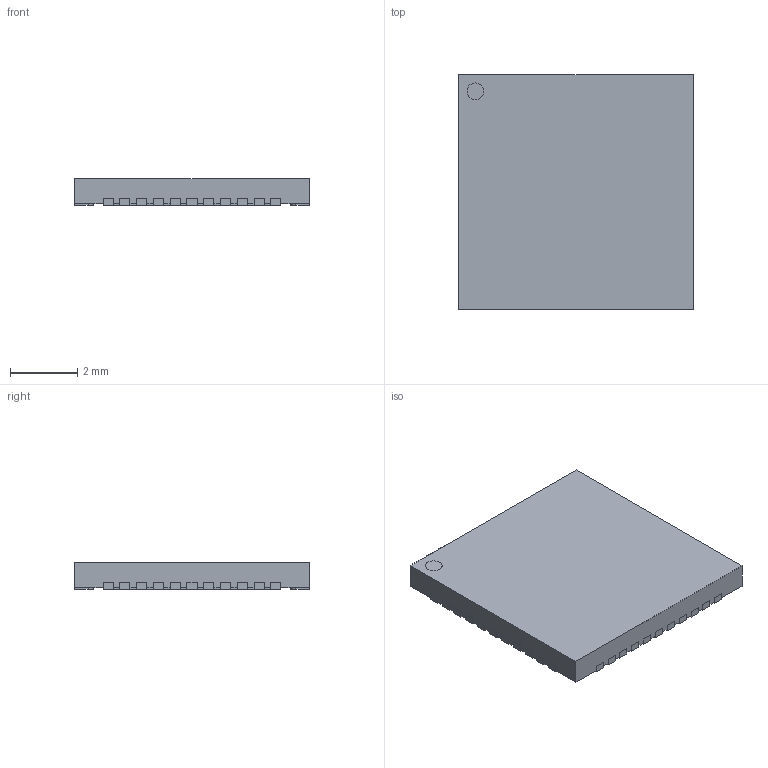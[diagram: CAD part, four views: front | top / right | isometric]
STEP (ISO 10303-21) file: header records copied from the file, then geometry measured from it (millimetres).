
FILE_DESCRIPTION((''),'2;1');
FILE_NAME('QFN50P700X700X80-45N-S520.stp','2014-11-20T14:37:19',(''),(''),'Mechanical Desktop 2011','Mechanical Desktop 2011',', , ');
FILE_SCHEMA(('AUTOMOTIVE_DESIGN { 1 2 10303 214 1 1 1 1 }'));
Length unit declared in the file: millimetre
Products named in the file (1): Product
Bounding box: 7 x 7 x 0.8 mm (x, y, z)
Volume: 38.4 mm3; surface area: 208.6 mm2
Topology: 47 solids, 47 shells, 459 faces, 1092 edges, 728 vertices
Faces by surface type: bspline 332, plane 101, cylinder 26
Entity records: 14021 total; most frequent: CARTESIAN_POINT 4200, ORIENTED_EDGE 2184, DIRECTION 1532, EDGE_CURVE 1092, VECTOR 908, LINE 908, VERTEX_POINT 728, EDGE_LOOP 460
